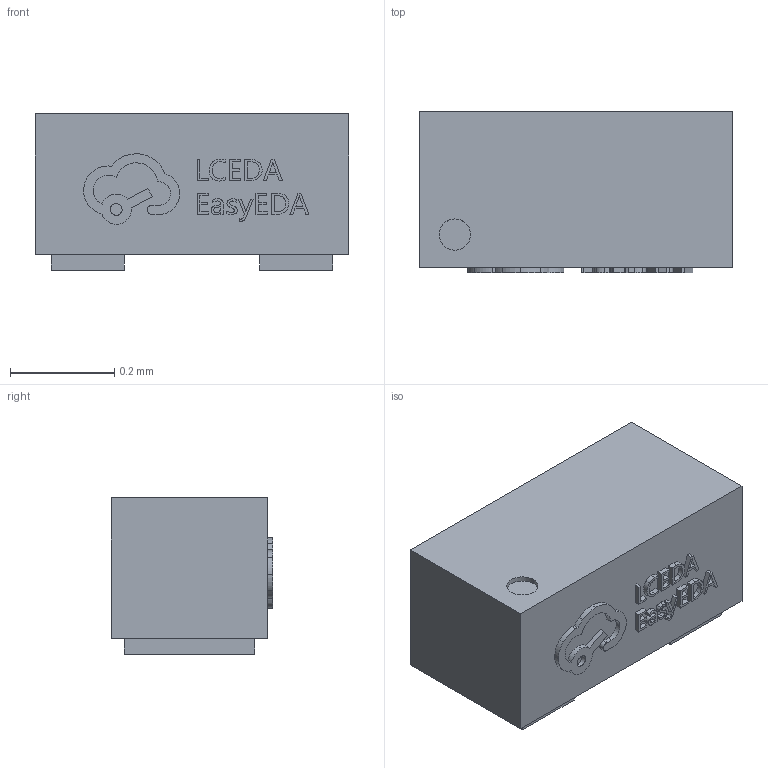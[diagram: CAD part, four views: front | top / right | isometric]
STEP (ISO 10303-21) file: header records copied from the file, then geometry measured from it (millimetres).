
FILE_DESCRIPTION(('FreeCAD Model'),'2;1');
FILE_NAME('Open CASCADE Shape Model','2024-10-04T23:01:42',(''),(''), 'Open CASCADE STEP processor 7.6','FreeCAD','Unknown');
FILE_SCHEMA(('AUTOMOTIVE_DESIGN { 1 0 10303 214 1 1 1 1 }'));
Length unit declared in the file: millimetre
Products named in the file (3): bxmE-U1; DSN0603-2_L0.6-W0.3-P0.40-BI; SOLID
Assembly tree (2 placements, depth 3):
  bxmE-U1
    DSN0603-2_L0.6-W0.3-P0.40-BI
      SOLID
Bounding box: 0.6 x 0.31 x 0.3 mm (x, y, z)
Volume: 0.1 mm3; surface area: 0.9 mm2
Topology: 1 solids, 1 shells, 243 faces, 657 edges, 438 vertices
Faces by surface type: plane 143, bspline 98, cylinder 2
Entity records: 16860 total; most frequent: CARTESIAN_POINT 4779, DIRECTION 1671, LINE 1363, VECTOR 1363, ORIENTED_EDGE 1314, PCURVE 1314, DEFINITIONAL_REPRESENTATION 1314, EDGE_CURVE 657
